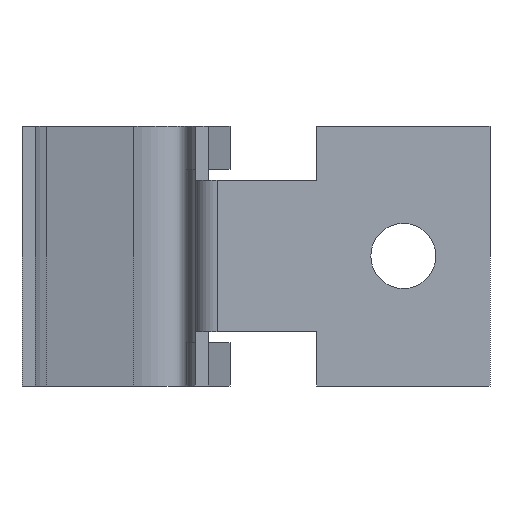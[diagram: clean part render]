
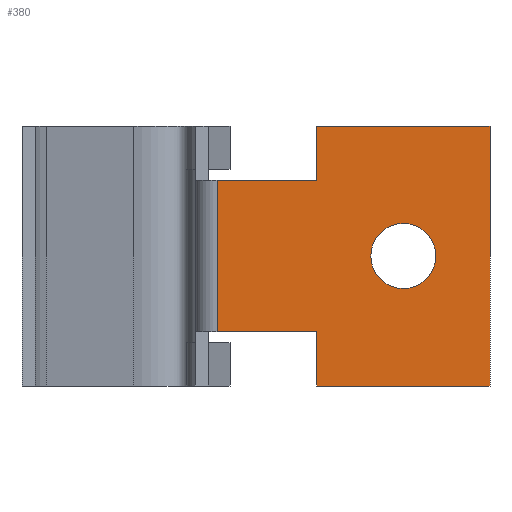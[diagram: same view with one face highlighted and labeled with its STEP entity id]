
A CAD part, front view. The second image highlights one B-rep face of the part: STEP entity #380.
In plain terms, the highlighted planar face has unit normal (0, -1, 0).
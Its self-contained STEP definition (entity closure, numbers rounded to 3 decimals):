
#70 = DIRECTION ( 'NONE',  ( 0., 0., -1. ) ) ;
#77 = ORIENTED_EDGE ( 'NONE', *, *, #420, .T. ) ;
#146 = EDGE_LOOP ( 'NONE', ( #77, #282 ) ) ;
#156 = DIRECTION ( 'NONE',  ( 0., 0., -1. ) ) ;
#160 = ORIENTED_EDGE ( 'NONE', *, *, #254, .F. ) ;
#162 = EDGE_CURVE ( 'NONE', #1626, #577, #752, .T. ) ;
#173 = ORIENTED_EDGE ( 'NONE', *, *, #797, .F. ) ;
#200 = VECTOR ( 'NONE', #1287, 1000. ) ;
#203 = DIRECTION ( 'NONE',  ( 0., -1., 0. ) ) ;
#233 = DIRECTION ( 'NONE',  ( 0., 1., 0. ) ) ;
#239 = CIRCLE ( 'NONE', #598, 0.75 ) ;
#254 = EDGE_CURVE ( 'NONE', #1588, #1492, #1364, .T. ) ;
#272 = ORIENTED_EDGE ( 'NONE', *, *, #1445, .F. ) ;
#282 = ORIENTED_EDGE ( 'NONE', *, *, #1357, .T. ) ;
#285 = DIRECTION ( 'NONE',  ( -1., 0., 0. ) ) ;
#325 = CARTESIAN_POINT ( 'NONE',  ( -2., 0., -3. ) ) ;
#330 = CARTESIAN_POINT ( 'NONE',  ( 0., 0., 0. ) ) ;
#354 = FACE_BOUND ( 'NONE', #146, .T. ) ;
#371 = AXIS2_PLACEMENT_3D ( 'NONE', #877, #203, #70 ) ;
#380 = ADVANCED_FACE ( 'NONE', ( #354, #614 ), #1537, .T. ) ;
#417 = LINE ( 'NONE', #1395, #1443 ) ;
#420 = EDGE_CURVE ( 'NONE', #903, #1160, #481, .T. ) ;
#423 = AXIS2_PLACEMENT_3D ( 'NONE', #330, #1678, #1685 ) ;
#425 = CARTESIAN_POINT ( 'NONE',  ( -2., 0., -1.75 ) ) ;
#456 = VECTOR ( 'NONE', #156, 1000. ) ;
#457 = ORIENTED_EDGE ( 'NONE', *, *, #1651, .F. ) ;
#481 = CIRCLE ( 'NONE', #423, 0.75 ) ;
#508 = CARTESIAN_POINT ( 'NONE',  ( 2., 0., -3. ) ) ;
#551 = DIRECTION ( 'NONE',  ( 1., 0., 0. ) ) ;
#577 = VERTEX_POINT ( 'NONE', #1099 ) ;
#581 = LINE ( 'NONE', #1652, #1237 ) ;
#586 = VERTEX_POINT ( 'NONE', #1373 ) ;
#591 = CARTESIAN_POINT ( 'NONE',  ( -2., 0., 1.75 ) ) ;
#598 = AXIS2_PLACEMENT_3D ( 'NONE', #1589, #233, #1038 ) ;
#614 = FACE_OUTER_BOUND ( 'NONE', #1369, .T. ) ;
#686 = ORIENTED_EDGE ( 'NONE', *, *, #1378, .F. ) ;
#738 = ORIENTED_EDGE ( 'NONE', *, *, #1135, .F. ) ;
#752 = LINE ( 'NONE', #1159, #200 ) ;
#760 = CARTESIAN_POINT ( 'NONE',  ( -2., 0., 3. ) ) ;
#797 = EDGE_CURVE ( 'NONE', #1492, #1525, #824, .T. ) ;
#824 = LINE ( 'NONE', #425, #977 ) ;
#877 = CARTESIAN_POINT ( 'NONE',  ( 0., 0., 0. ) ) ;
#899 = VECTOR ( 'NONE', #285, 1000. ) ;
#903 = VERTEX_POINT ( 'NONE', #1147 ) ;
#910 = VERTEX_POINT ( 'NONE', #760 ) ;
#925 = ORIENTED_EDGE ( 'NONE', *, *, #1401, .F. ) ;
#944 = CARTESIAN_POINT ( 'NONE',  ( -2., 0., -3. ) ) ;
#945 = LINE ( 'NONE', #1506, #1042 ) ;
#955 = CARTESIAN_POINT ( 'NONE',  ( 0., 0., -0.75 ) ) ;
#977 = VECTOR ( 'NONE', #1500, 1000. ) ;
#1038 = DIRECTION ( 'NONE',  ( 0., 0., -1. ) ) ;
#1042 = VECTOR ( 'NONE', #1245, 1000. ) ;
#1082 = LINE ( 'NONE', #1476, #456 ) ;
#1099 = CARTESIAN_POINT ( 'NONE',  ( -4.3, 0., -1.75 ) ) ;
#1135 = EDGE_CURVE ( 'NONE', #1452, #910, #945, .T. ) ;
#1138 = CARTESIAN_POINT ( 'NONE',  ( -4.3, 0., 1.75 ) ) ;
#1147 = CARTESIAN_POINT ( 'NONE',  ( 0., 0., 0.75 ) ) ;
#1159 = CARTESIAN_POINT ( 'NONE',  ( -4.3, 0., -1.75 ) ) ;
#1160 = VERTEX_POINT ( 'NONE', #955 ) ;
#1186 = CARTESIAN_POINT ( 'NONE',  ( 2., 0., 3. ) ) ;
#1237 = VECTOR ( 'NONE', #1253, 1000. ) ;
#1245 = DIRECTION ( 'NONE',  ( 0., 0., 1. ) ) ;
#1253 = DIRECTION ( 'NONE',  ( -1., 0., 0. ) ) ;
#1255 = CARTESIAN_POINT ( 'NONE',  ( -2., 0., -1.75 ) ) ;
#1287 = DIRECTION ( 'NONE',  ( 0., 0., -1. ) ) ;
#1357 = EDGE_CURVE ( 'NONE', #1160, #903, #239, .T. ) ;
#1364 = LINE ( 'NONE', #944, #899 ) ;
#1369 = EDGE_LOOP ( 'NONE', ( #272, #1728, #457, #173, #160, #925, #686, #738 ) ) ;
#1373 = CARTESIAN_POINT ( 'NONE',  ( 2., 0., 3. ) ) ;
#1378 = EDGE_CURVE ( 'NONE', #910, #586, #1571, .T. ) ;
#1395 = CARTESIAN_POINT ( 'NONE',  ( -4.5, 0., 1.75 ) ) ;
#1401 = EDGE_CURVE ( 'NONE', #586, #1588, #1082, .T. ) ;
#1443 = VECTOR ( 'NONE', #551, 1000. ) ;
#1445 = EDGE_CURVE ( 'NONE', #1626, #1452, #417, .T. ) ;
#1452 = VERTEX_POINT ( 'NONE', #591 ) ;
#1476 = CARTESIAN_POINT ( 'NONE',  ( 2., 0., -3. ) ) ;
#1492 = VERTEX_POINT ( 'NONE', #325 ) ;
#1500 = DIRECTION ( 'NONE',  ( 0., 0., 1. ) ) ;
#1506 = CARTESIAN_POINT ( 'NONE',  ( -2., 0., 3. ) ) ;
#1525 = VERTEX_POINT ( 'NONE', #1255 ) ;
#1537 = PLANE ( 'NONE',  #371 ) ;
#1571 = LINE ( 'NONE', #1186, #1634 ) ;
#1588 = VERTEX_POINT ( 'NONE', #508 ) ;
#1589 = CARTESIAN_POINT ( 'NONE',  ( 0., 0., 0. ) ) ;
#1597 = DIRECTION ( 'NONE',  ( 1., 0., 0. ) ) ;
#1626 = VERTEX_POINT ( 'NONE', #1138 ) ;
#1634 = VECTOR ( 'NONE', #1597, 1000. ) ;
#1651 = EDGE_CURVE ( 'NONE', #1525, #577, #581, .T. ) ;
#1652 = CARTESIAN_POINT ( 'NONE',  ( -2., 0., -1.75 ) ) ;
#1678 = DIRECTION ( 'NONE',  ( 0., 1., 0. ) ) ;
#1685 = DIRECTION ( 'NONE',  ( 0., 0., -1. ) ) ;
#1728 = ORIENTED_EDGE ( 'NONE', *, *, #162, .T. ) ;
